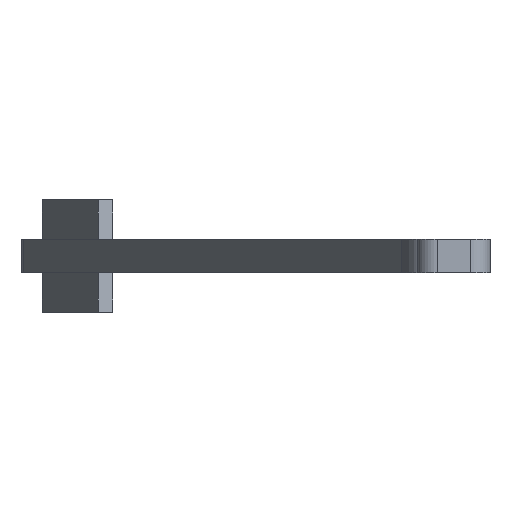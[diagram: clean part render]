
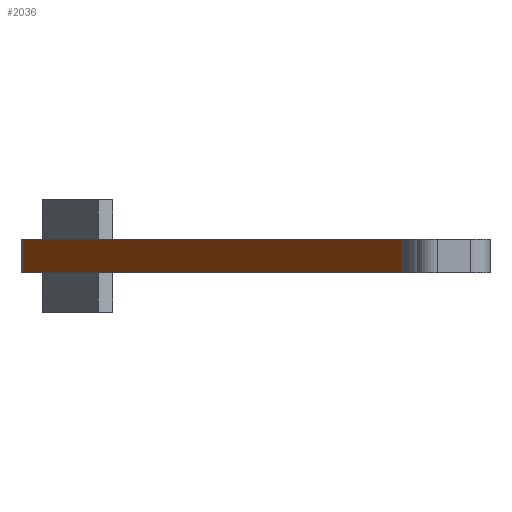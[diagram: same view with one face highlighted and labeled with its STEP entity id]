
A CAD part, front view. The second image highlights one B-rep face of the part: STEP entity #2036.
In plain terms, the highlighted planar face has unit normal (-0.867, -0.498, 0).
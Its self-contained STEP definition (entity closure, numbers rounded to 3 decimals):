
#243 = PLANE('',#244);
#244 = AXIS2_PLACEMENT_3D('',#245,#246,#247);
#245 = CARTESIAN_POINT('',(8.924,35.228,0.));
#246 = DIRECTION('',(0.,0.,1.));
#247 = DIRECTION('',(1.,0.,0.));
#272 = PLANE('',#273);
#273 = AXIS2_PLACEMENT_3D('',#274,#275,#276);
#274 = CARTESIAN_POINT('',(8.924,35.228,8.));
#275 = DIRECTION('',(0.,0.,1.));
#276 = DIRECTION('',(1.,0.,0.));
#677 = VERTEX_POINT('',#678);
#678 = CARTESIAN_POINT('',(-56.706,130.021,0.));
#693 = CYLINDRICAL_SURFACE('',#694,2.759);
#694 = AXIS2_PLACEMENT_3D('',#695,#696,#697);
#695 = CARTESIAN_POINT('',(-54.313,131.395,0.));
#696 = DIRECTION('',(-0.,-0.,-1.));
#697 = DIRECTION('',(1.,0.,0.));
#705 = EDGE_CURVE('',#706,#677,#708,.T.);
#706 = VERTEX_POINT('',#707);
#707 = CARTESIAN_POINT('',(34.134,-28.083,0.));
#708 = SURFACE_CURVE('',#709,(#713,#720),.PCURVE_S1.);
#709 = LINE('',#710,#711);
#710 = CARTESIAN_POINT('',(34.134,-28.083,0.));
#711 = VECTOR('',#712,1.);
#712 = DIRECTION('',(-0.498,0.867,0.));
#713 = PCURVE('',#243,#714);
#714 = DEFINITIONAL_REPRESENTATION('',(#715),#719);
#715 = LINE('',#716,#717);
#716 = CARTESIAN_POINT('',(25.21,-63.311));
#717 = VECTOR('',#718,1.);
#718 = DIRECTION('',(-0.498,0.867));
#719 = ( GEOMETRIC_REPRESENTATION_CONTEXT(2) 
PARAMETRIC_REPRESENTATION_CONTEXT() REPRESENTATION_CONTEXT('2D SPACE',''
  ) );
#720 = PCURVE('',#721,#726);
#721 = PLANE('',#722);
#722 = AXIS2_PLACEMENT_3D('',#723,#724,#725);
#723 = CARTESIAN_POINT('',(34.134,-28.083,0.));
#724 = DIRECTION('',(-0.867,-0.498,0.));
#725 = DIRECTION('',(-0.498,0.867,0.));
#726 = DEFINITIONAL_REPRESENTATION('',(#727),#731);
#727 = LINE('',#728,#729);
#728 = CARTESIAN_POINT('',(0.,0.));
#729 = VECTOR('',#730,1.);
#730 = DIRECTION('',(1.,0.));
#731 = ( GEOMETRIC_REPRESENTATION_CONTEXT(2) 
PARAMETRIC_REPRESENTATION_CONTEXT() REPRESENTATION_CONTEXT('2D SPACE',''
  ) );
#750 = CYLINDRICAL_SURFACE('',#751,26.987);
#751 = AXIS2_PLACEMENT_3D('',#752,#753,#754);
#752 = CARTESIAN_POINT('',(10.735,-41.528,0.));
#753 = DIRECTION('',(-0.,-0.,-1.));
#754 = DIRECTION('',(1.,0.,0.));
#1226 = VERTEX_POINT('',#1227);
#1227 = CARTESIAN_POINT('',(-56.706,130.021,8.));
#1249 = EDGE_CURVE('',#1250,#1226,#1252,.T.);
#1250 = VERTEX_POINT('',#1251);
#1251 = CARTESIAN_POINT('',(34.134,-28.083,8.));
#1252 = SURFACE_CURVE('',#1253,(#1257,#1264),.PCURVE_S1.);
#1253 = LINE('',#1254,#1255);
#1254 = CARTESIAN_POINT('',(34.134,-28.083,8.));
#1255 = VECTOR('',#1256,1.);
#1256 = DIRECTION('',(-0.498,0.867,0.));
#1257 = PCURVE('',#272,#1258);
#1258 = DEFINITIONAL_REPRESENTATION('',(#1259),#1263);
#1259 = LINE('',#1260,#1261);
#1260 = CARTESIAN_POINT('',(25.21,-63.311));
#1261 = VECTOR('',#1262,1.);
#1262 = DIRECTION('',(-0.498,0.867));
#1263 = ( GEOMETRIC_REPRESENTATION_CONTEXT(2) 
PARAMETRIC_REPRESENTATION_CONTEXT() REPRESENTATION_CONTEXT('2D SPACE',''
  ) );
#1264 = PCURVE('',#721,#1265);
#1265 = DEFINITIONAL_REPRESENTATION('',(#1266),#1270);
#1266 = LINE('',#1267,#1268);
#1267 = CARTESIAN_POINT('',(0.,-8.));
#1268 = VECTOR('',#1269,1.);
#1269 = DIRECTION('',(1.,0.));
#1270 = ( GEOMETRIC_REPRESENTATION_CONTEXT(2) 
PARAMETRIC_REPRESENTATION_CONTEXT() REPRESENTATION_CONTEXT('2D SPACE',''
  ) );
#2015 = EDGE_CURVE('',#706,#1250,#2016,.T.);
#2016 = SURFACE_CURVE('',#2017,(#2021,#2028),.PCURVE_S1.);
#2017 = LINE('',#2018,#2019);
#2018 = CARTESIAN_POINT('',(34.134,-28.083,0.));
#2019 = VECTOR('',#2020,1.);
#2020 = DIRECTION('',(0.,0.,1.));
#2021 = PCURVE('',#750,#2022);
#2022 = DEFINITIONAL_REPRESENTATION('',(#2023),#2027);
#2023 = LINE('',#2024,#2025);
#2024 = CARTESIAN_POINT('',(-0.522,0.));
#2025 = VECTOR('',#2026,1.);
#2026 = DIRECTION('',(-0.,-1.));
#2027 = ( GEOMETRIC_REPRESENTATION_CONTEXT(2) 
PARAMETRIC_REPRESENTATION_CONTEXT() REPRESENTATION_CONTEXT('2D SPACE',''
  ) );
#2028 = PCURVE('',#721,#2029);
#2029 = DEFINITIONAL_REPRESENTATION('',(#2030),#2034);
#2030 = LINE('',#2031,#2032);
#2031 = CARTESIAN_POINT('',(0.,0.));
#2032 = VECTOR('',#2033,1.);
#2033 = DIRECTION('',(0.,-1.));
#2034 = ( GEOMETRIC_REPRESENTATION_CONTEXT(2) 
PARAMETRIC_REPRESENTATION_CONTEXT() REPRESENTATION_CONTEXT('2D SPACE',''
  ) );
#2036 = ADVANCED_FACE('',(#2037),#721,.T.);
#2037 = FACE_BOUND('',#2038,.T.);
#2038 = EDGE_LOOP('',(#2039,#2040,#2041,#2062));
#2039 = ORIENTED_EDGE('',*,*,#2015,.T.);
#2040 = ORIENTED_EDGE('',*,*,#1249,.T.);
#2041 = ORIENTED_EDGE('',*,*,#2042,.F.);
#2042 = EDGE_CURVE('',#677,#1226,#2043,.T.);
#2043 = SURFACE_CURVE('',#2044,(#2048,#2055),.PCURVE_S1.);
#2044 = LINE('',#2045,#2046);
#2045 = CARTESIAN_POINT('',(-56.706,130.021,0.));
#2046 = VECTOR('',#2047,1.);
#2047 = DIRECTION('',(0.,0.,1.));
#2048 = PCURVE('',#721,#2049);
#2049 = DEFINITIONAL_REPRESENTATION('',(#2050),#2054);
#2050 = LINE('',#2051,#2052);
#2051 = CARTESIAN_POINT('',(182.343,0.));
#2052 = VECTOR('',#2053,1.);
#2053 = DIRECTION('',(0.,-1.));
#2054 = ( GEOMETRIC_REPRESENTATION_CONTEXT(2) 
PARAMETRIC_REPRESENTATION_CONTEXT() REPRESENTATION_CONTEXT('2D SPACE',''
  ) );
#2055 = PCURVE('',#693,#2056);
#2056 = DEFINITIONAL_REPRESENTATION('',(#2057),#2061);
#2057 = LINE('',#2058,#2059);
#2058 = CARTESIAN_POINT('',(-3.663,0.));
#2059 = VECTOR('',#2060,1.);
#2060 = DIRECTION('',(-0.,-1.));
#2061 = ( GEOMETRIC_REPRESENTATION_CONTEXT(2) 
PARAMETRIC_REPRESENTATION_CONTEXT() REPRESENTATION_CONTEXT('2D SPACE',''
  ) );
#2062 = ORIENTED_EDGE('',*,*,#705,.F.);
